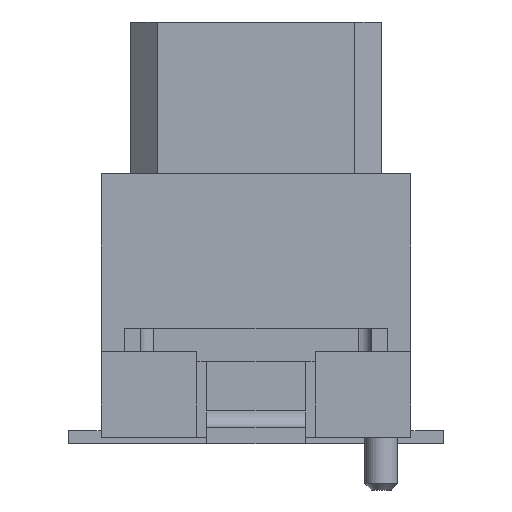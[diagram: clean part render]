
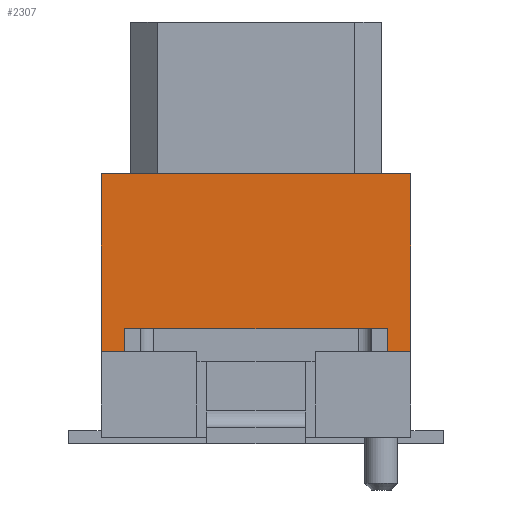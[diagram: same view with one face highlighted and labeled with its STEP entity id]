
A CAD part, front view. The second image highlights one B-rep face of the part: STEP entity #2307.
In plain terms, the highlighted planar face has unit normal (0, -1, 0).
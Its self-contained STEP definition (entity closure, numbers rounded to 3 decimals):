
#441 = VERTEX_POINT('',#442);
#442 = CARTESIAN_POINT('',(-1.55,-5.35,1.4));
#449 = EDGE_CURVE('',#441,#450,#452,.T.);
#450 = VERTEX_POINT('',#451);
#451 = CARTESIAN_POINT('',(-2.35,-5.35,1.4));
#452 = LINE('',#453,#454);
#453 = CARTESIAN_POINT('',(2.35,-5.35,1.4));
#454 = VECTOR('',#455,1.);
#455 = DIRECTION('',(-1.,0.,0.));
#579 = VERTEX_POINT('',#580);
#580 = CARTESIAN_POINT('',(2.35,-5.35,1.4));
#588 = EDGE_CURVE('',#579,#589,#591,.T.);
#589 = VERTEX_POINT('',#590);
#590 = CARTESIAN_POINT('',(1.55,-5.35,1.4));
#591 = LINE('',#592,#593);
#592 = CARTESIAN_POINT('',(2.35,-5.35,1.4));
#593 = VECTOR('',#594,1.);
#594 = DIRECTION('',(-1.,0.,0.));
#688 = VERTEX_POINT('',#689);
#689 = CARTESIAN_POINT('',(-1.55,-5.35,1.75));
#696 = EDGE_CURVE('',#697,#688,#699,.T.);
#697 = VERTEX_POINT('',#698);
#698 = CARTESIAN_POINT('',(1.55,-5.35,1.75));
#699 = LINE('',#700,#701);
#700 = CARTESIAN_POINT('',(1.55,-5.35,1.75));
#701 = VECTOR('',#702,1.);
#702 = DIRECTION('',(-1.,0.,0.));
#1856 = EDGE_CURVE('',#441,#688,#1857,.T.);
#1857 = LINE('',#1858,#1859);
#1858 = CARTESIAN_POINT('',(-1.55,-5.35,1.25));
#1859 = VECTOR('',#1860,1.);
#1860 = DIRECTION('',(0.,0.,1.));
#2307 = ADVANCED_FACE('',(#2308),#2342,.T.);
#2308 = FACE_BOUND('',#2309,.T.);
#2309 = EDGE_LOOP('',(#2310,#2311,#2319,#2327,#2333,#2334,#2335,#2336));
#2310 = ORIENTED_EDGE('',*,*,#588,.F.);
#2311 = ORIENTED_EDGE('',*,*,#2312,.T.);
#2312 = EDGE_CURVE('',#579,#2313,#2315,.T.);
#2313 = VERTEX_POINT('',#2314);
#2314 = CARTESIAN_POINT('',(2.35,-5.35,4.1));
#2315 = LINE('',#2316,#2317);
#2316 = CARTESIAN_POINT('',(2.35,-5.35,1.4));
#2317 = VECTOR('',#2318,1.);
#2318 = DIRECTION('',(0.,0.,1.));
#2319 = ORIENTED_EDGE('',*,*,#2320,.T.);
#2320 = EDGE_CURVE('',#2313,#2321,#2323,.T.);
#2321 = VERTEX_POINT('',#2322);
#2322 = CARTESIAN_POINT('',(-2.35,-5.35,4.1));
#2323 = LINE('',#2324,#2325);
#2324 = CARTESIAN_POINT('',(2.35,-5.35,4.1));
#2325 = VECTOR('',#2326,1.);
#2326 = DIRECTION('',(-1.,0.,0.));
#2327 = ORIENTED_EDGE('',*,*,#2328,.F.);
#2328 = EDGE_CURVE('',#450,#2321,#2329,.T.);
#2329 = LINE('',#2330,#2331);
#2330 = CARTESIAN_POINT('',(-2.35,-5.35,1.4));
#2331 = VECTOR('',#2332,1.);
#2332 = DIRECTION('',(0.,0.,1.));
#2333 = ORIENTED_EDGE('',*,*,#449,.F.);
#2334 = ORIENTED_EDGE('',*,*,#1856,.T.);
#2335 = ORIENTED_EDGE('',*,*,#696,.F.);
#2336 = ORIENTED_EDGE('',*,*,#2337,.F.);
#2337 = EDGE_CURVE('',#589,#697,#2338,.T.);
#2338 = LINE('',#2339,#2340);
#2339 = CARTESIAN_POINT('',(1.55,-5.35,1.25));
#2340 = VECTOR('',#2341,1.);
#2341 = DIRECTION('',(0.,0.,1.));
#2342 = PLANE('',#2343);
#2343 = AXIS2_PLACEMENT_3D('',#2344,#2345,#2346);
#2344 = CARTESIAN_POINT('',(2.35,-5.35,1.4));
#2345 = DIRECTION('',(0.,-1.,0.));
#2346 = DIRECTION('',(-1.,0.,0.));
